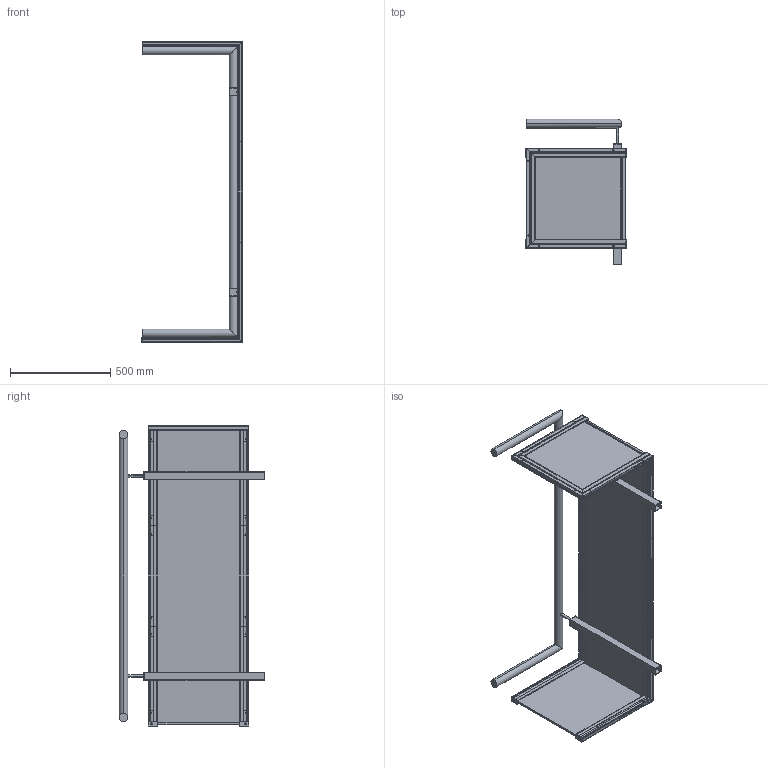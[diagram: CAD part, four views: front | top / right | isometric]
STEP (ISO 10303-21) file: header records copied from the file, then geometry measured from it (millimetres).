
FILE_DESCRIPTION (( 'STEP AP214' ), '1' );
FILE_NAME ('Kp 8-11.52mm.step', '2020-06-19T06:41:11', ( '' ), ( '' ), 'SwSTEP 2.0', 'SolidWorks 2019', '' );
FILE_SCHEMA (( 'AUTOMOTIVE_DESIGN' ));
Length unit declared in the file: millimetre
Products named in the file (28): 137047_G 402 mit einer Befestigungsbohrung; 137047_G 205 mit Befestigungsbohrngen; 137193_01; 137047_G 402 mit Befestigungsbohrungen; Glas KP_Lang 10.76; 137197_01; 137047_G 404 mit Befestigungsbohrungen; 137047_gerade mit Befestigungsbohrungen; 137194_01; Geländer_01; 137047_G 215 mit Befestigungsbohrungen; Zylinderschraube mit Innensechskant DIN 912 - M6 x 20_DIN 912 M6 x 20 --- 20N; 137192_01; BL-S_01; 137048_D 504; Zylinderschraube mit Innensechskant DIN 912 - M5 x 12_DIN 912 M5 x 12 --- 12N; 137048_D 305; 137195_01; 137047_G 404 mit einer Befestigungsbohrung; 137048_D 502; Glas KP_Mittel 10.76; 137048_D 313; Glas KP_Kurz 10.76; Kp 8-11.52mm; 137048_D 315; 137047_G 213 mit Befestigungsbohrungen; 137048_gerade; 137044_01
Assembly tree (68 placements, depth 2):
  Kp 8-11.52mm
    137047_gerade mit Befestigungsbohrungen  x2
    137047_G 404 mit Befestigungsbohrungen  x2
    137047_G 215 mit Befestigungsbohrungen
    137047_G 205 mit Befestigungsbohrngen
    137047_G 213 mit Befestigungsbohrungen
    137047_G 402 mit Befestigungsbohrungen  x2
    137047_G 402 mit einer Befestigungsbohrung
    137047_G 404 mit einer Befestigungsbohrung
    137193_01  x4
    137197_01  x4
    137192_01  x2
    137194_01  x2
    137048_D 504  x3
    137048_gerade  x2
    137048_D 315
    137048_D 305
    137048_D 313
    137048_D 502  x3
    137195_01  x2
    BL-S_01  x2
    Zylinderschraube mit Innensechskant DIN 912 - M5 x 12_DIN 912 M5 x 12 --- 12N  x20
    Glas KP_Lang 10.76
    Glas KP_Kurz 10.76
    Glas KP_Mittel 10.76
    Geländer_01
    Zylinderschraube mit Innensechskant DIN 912 - M6 x 20_DIN 912 M6 x 20 --- 20N  x4
    137044_01  x2
Bounding box: 503 x 725.2 x 1500 mm (x, y, z)
Volume: 17173214.4 mm3; surface area: 5066431.5 mm2
Topology: 68 solids, 68 shells, 2279 faces, 6135 edges, 3944 vertices
Faces by surface type: plane 1373, cylinder 702, cone 108, torus 96
Entity records: 38649 total; most frequent: CARTESIAN_POINT 8794, ORIENTED_EDGE 6354, DIRECTION 5509, EDGE_CURVE 3177, VECTOR 2229, LINE 2229, VERTEX_POINT 2105, AXIS2_PLACEMENT_3D 1640
